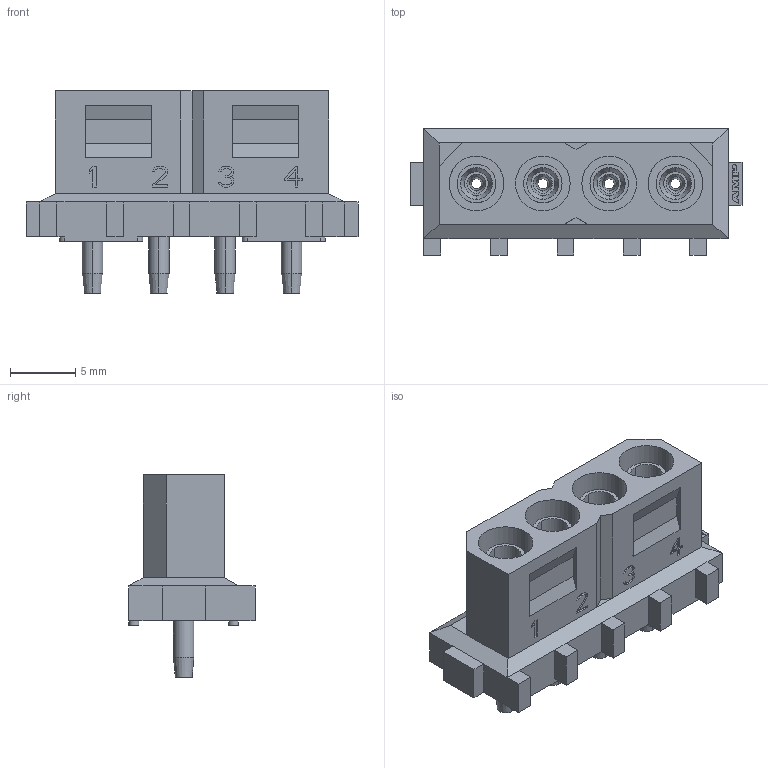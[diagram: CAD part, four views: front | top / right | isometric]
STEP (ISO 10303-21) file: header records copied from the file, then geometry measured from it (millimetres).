
FILE_DESCRIPTION((''),'2;1');
FILE_NAME('C-0770997-01-3','2007-09-04T',('workeradm'),('Tyco Electronics Corporation'),'PRO/ENGINEER BY PARAMETRIC TECHNOLOGY CORPORATION, 2005450','PRO/ENGINEER BY PARAMETRIC TECHNOLOGY CORPORATION, 2005450','');
FILE_SCHEMA(('CONFIG_CONTROL_DESIGN', 'GEOMETRIC_VALIDATION_PROPERTIES_MIM'));
Length unit declared in the file: millimetre
Products named in the file (1): C-0770997-01-3
Bounding box: 25.4 x 9.65 x 15.49 mm (x, y, z)
Volume: 1064.5 mm3; surface area: 2342.3 mm2
Topology: 1 solids, 1 shells, 368 faces, 935 edges, 601 vertices
Faces by surface type: plane 263, cylinder 63, cone 40, extrusion 2
Entity records: 11100 total; most frequent: CARTESIAN_POINT 1939, ORIENTED_EDGE 1870, DIRECTION 1831, EDGE_CURVE 935, VECTOR 767, LINE 765, VERTEX_POINT 601, AXIS2_PLACEMENT_3D 532
